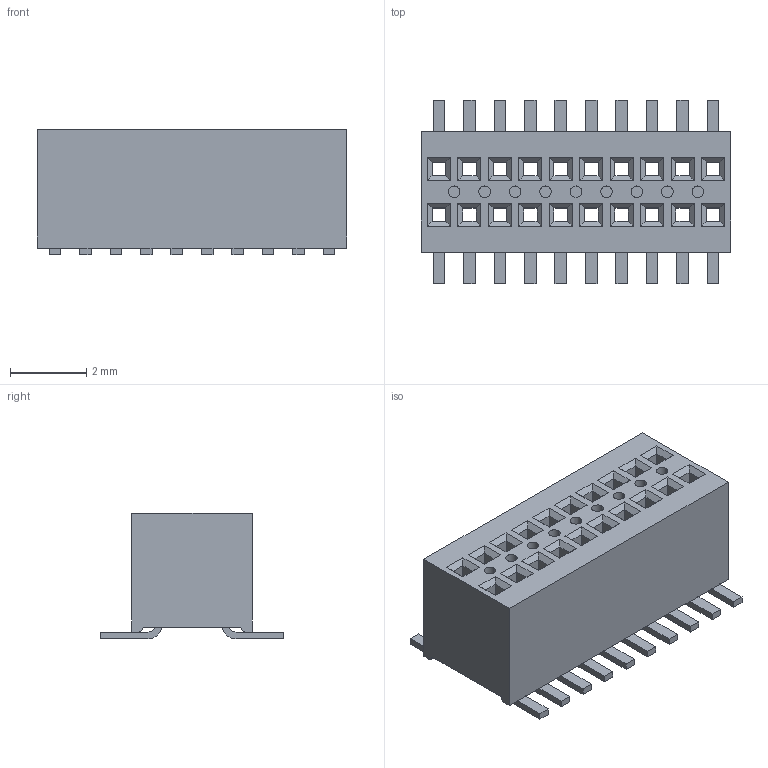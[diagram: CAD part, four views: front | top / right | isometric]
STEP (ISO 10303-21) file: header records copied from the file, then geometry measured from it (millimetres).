
FILE_DESCRIPTION((''),'2;1');
FILE_NAME('SAMTEC_CLE-110-01-G-DV-K.stp','2014-01-28T09:45:44',(''),(''),'Mechanical Desktop 2011','Mechanical Desktop 2011',', , ');
FILE_SCHEMA(('AUTOMOTIVE_DESIGN { 1 2 10303 214 1 1 1 1 }'));
Length unit declared in the file: millimetre
Products named in the file (1): Product
Bounding box: 8.13 x 4.83 x 3.3 mm (x, y, z)
Volume: 71 mm3; surface area: 247 mm2
Topology: 21 solids, 21 shells, 384 faces, 892 edges, 568 vertices
Faces by surface type: plane 306, cylinder 78
Entity records: 10844 total; most frequent: CARTESIAN_POINT 1845, DIRECTION 1818, ORIENTED_EDGE 1784, EDGE_CURVE 892, VECTOR 736, LINE 736, VERTEX_POINT 568, AXIS2_PLACEMENT_3D 541
